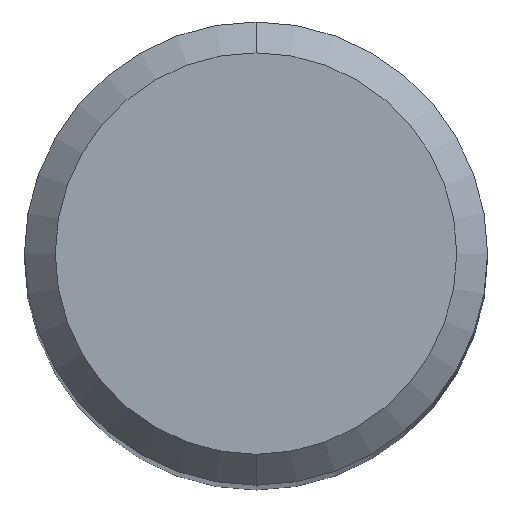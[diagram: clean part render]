
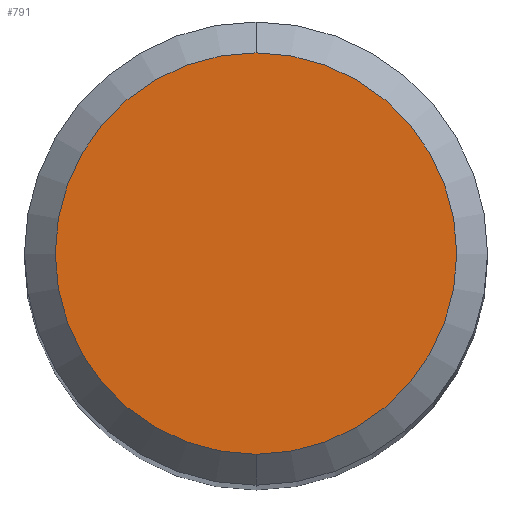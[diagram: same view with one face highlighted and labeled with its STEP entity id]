
A CAD part, top view. The second image highlights one B-rep face of the part: STEP entity #791.
In plain terms, the highlighted planar face has unit normal (0, 0, 1).
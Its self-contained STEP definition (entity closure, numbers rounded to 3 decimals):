
#445=EDGE_CURVE('',#475,#645,#1109,.T.);
#475=VERTEX_POINT('',#1147);
#609=EDGE_CURVE('',#645,#475,#1287,.T.);
#645=VERTEX_POINT('',#1327);
#791=ADVANCED_FACE('',(#1488),#1489,.T.);
#1109=CIRCLE('',#3572,2.6);
#1147=CARTESIAN_POINT('',(0.,-2.6,0.0));
#1287=CIRCLE('',#5453,2.6);
#1327=CARTESIAN_POINT('',(0.0,2.6,0.0));
#1488=FACE_OUTER_BOUND('',#7569,.T.);
#1489=PLANE('',#7570);
#3572=AXIS2_PLACEMENT_3D('',#9543,#9544,#9545);
#5453=AXIS2_PLACEMENT_3D('',#9744,#9745,#9746);
#7569=EDGE_LOOP('',(#9977,#9978));
#7570=AXIS2_PLACEMENT_3D('',#9979,#9980,#9981);
#9543=CARTESIAN_POINT('',(0.0,0.0,0.0));
#9544=DIRECTION('',(0.0,0.0,-1.0));
#9545=DIRECTION('',(0.0,1.0,0.0));
#9744=CARTESIAN_POINT('',(0.0,0.0,0.0));
#9745=DIRECTION('',(0.0,0.0,-1.0));
#9746=DIRECTION('',(0.0,1.0,0.0));
#9977=ORIENTED_EDGE('',*,*,#609,.F.);
#9978=ORIENTED_EDGE('',*,*,#445,.F.);
#9979=CARTESIAN_POINT('',(0.0,1.3,0.0));
#9980=DIRECTION('',(-0.0,0.0,1.0));
#9981=DIRECTION('',(0.0,-1.0,0.0));
